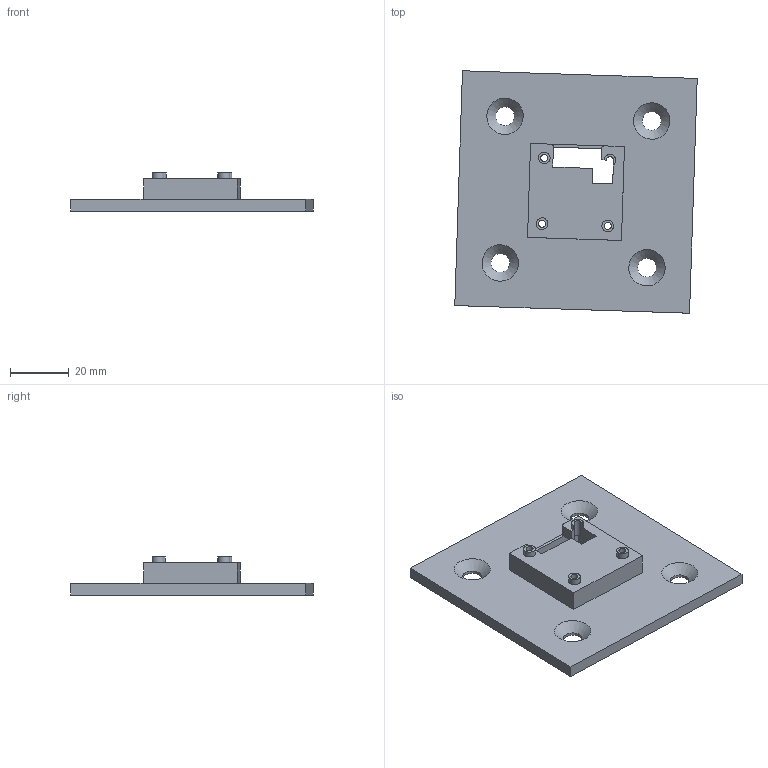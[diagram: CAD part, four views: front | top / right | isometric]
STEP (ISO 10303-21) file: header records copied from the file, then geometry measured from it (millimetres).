
FILE_DESCRIPTION(/* description */ (''),/* implementation_level */ '2;1');
FILE_NAME(/* name */ 'sensorHolder.step',/* time_stamp */ '2024-09-18T16:50:35+02:00',/* author */ (''),/* organization */ (''),/* preprocessor_version */ 'ST-DEVELOPER v20',/* originating_system */ 'Autodesk Translation Framework v13.14.0.145',/* authorisation */ '');
FILE_SCHEMA (('AUTOMOTIVE_DESIGN { 1 0 10303 214 3 1 1 }'));
Length unit declared in the file: millimetre
Products named in the file (2): sensorHolderV2; Composant1
Assembly tree (1 placements, depth 2):
  sensorHolderV2
    Composant1
Bounding box: 82.58 x 82.58 x 13 mm (x, y, z)
Volume: 24769.2 mm3; surface area: 15813.7 mm2
Topology: 1 solids, 1 shells, 46 faces, 115 edges, 74 vertices
Faces by surface type: plane 28, cylinder 14, cone 4
Full cylindrical faces by diameter (mm): 2.4 x3, 4 x3, 6.4 x4
Entity records: 1452 total; most frequent: DIRECTION 245, CARTESIAN_POINT 238, ORIENTED_EDGE 230, EDGE_CURVE 115, LINE 83, VECTOR 83, AXIS2_PLACEMENT_3D 81, VERTEX_POINT 74
